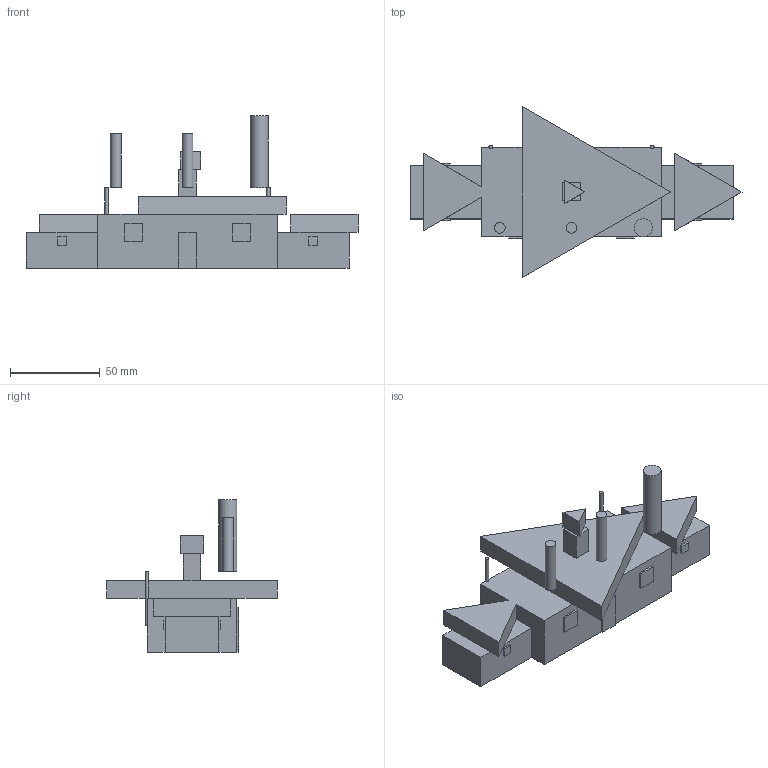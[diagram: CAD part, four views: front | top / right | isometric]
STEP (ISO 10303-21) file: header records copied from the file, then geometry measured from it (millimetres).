
FILE_DESCRIPTION(('Open CASCADE Model'),'2;1');
FILE_NAME('Open CASCADE Shape Model','2024-05-29T02:16:49',('Author'),( 'Open CASCADE'),'Open CASCADE STEP processor 7.7','Open CASCADE 7.7' ,'Unknown');
FILE_SCHEMA(('AUTOMOTIVE_DESIGN { 1 0 10303 214 1 1 1 1 }'));
Length unit declared in the file: millimetre
Products named in the file (5): Open CASCADE STEP translator 7.7 79; Open CASCADE STEP translator 7.7 79.1; Open CASCADE STEP translator 7.7 79.2; Open CASCADE STEP translator 7.7 79.3; Open CASCADE STEP translator 7.7 79.4
Assembly tree (4 placements, depth 2):
  Open CASCADE STEP translator 7.7 79
    Open CASCADE STEP translator 7.7 79.1
    Open CASCADE STEP translator 7.7 79.2
    Open CASCADE STEP translator 7.7 79.3
    Open CASCADE STEP translator 7.7 79.4
Bounding box: 185 x 95.26 x 85 mm (x, y, z)
Volume: 261099.7 mm3; surface area: 38532.7 mm2
Topology: 4 solids, 4 shells, 103 faces, 240 edges, 152 vertices
Faces by surface type: plane 98, cylinder 5
Full cylindrical faces by diameter (mm): 2 x2, 6 x2, 10 x1
Entity records: 6036 total; most frequent: CARTESIAN_POINT 1012, DIRECTION 926, LINE 676, VECTOR 676, ORIENTED_EDGE 480, PCURVE 480, DEFINITIONAL_REPRESENTATION 480, EDGE_CURVE 240
